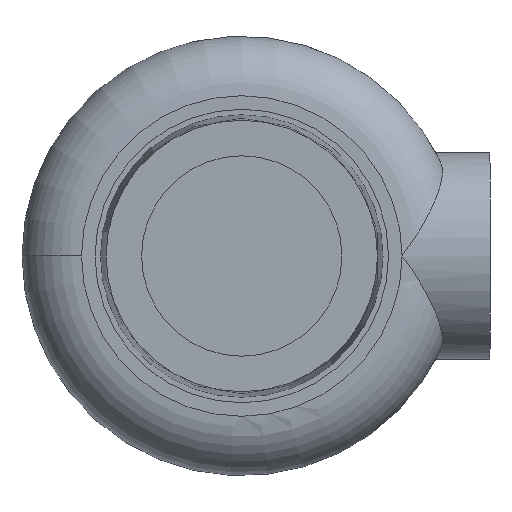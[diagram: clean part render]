
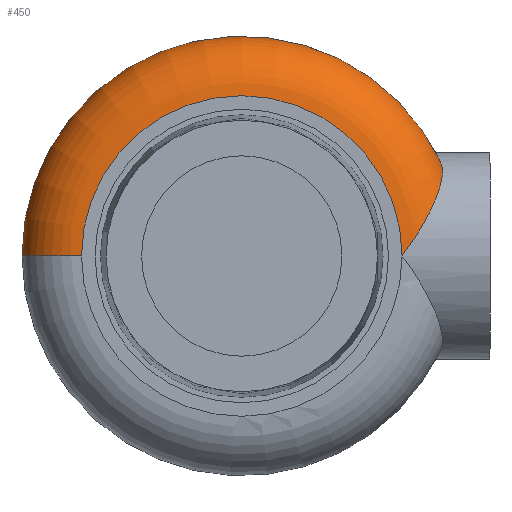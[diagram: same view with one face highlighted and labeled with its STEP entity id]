
A CAD part, front view. The second image highlights one B-rep face of the part: STEP entity #450.
In plain terms, the highlighted toroidal (fillet/blend) face has major radius 15.748 mm and minor radius 5.842 mm.
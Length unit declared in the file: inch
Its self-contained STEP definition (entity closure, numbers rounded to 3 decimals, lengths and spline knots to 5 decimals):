
#65=FACE_OUTER_BOUND('',#92,.T.);
#92=EDGE_LOOP('',(#290,#291,#292,#293));
#127=B_SPLINE_CURVE_WITH_KNOTS('',3,(#761,#762,#763,#764,#765,#766,#767,
#768,#769,#770,#771,#772),.UNSPECIFIED.,.F.,.F.,(4,2,2,2,2,4),(-1.24335,
-1.24163,-0.89068,-0.57043,-0.26842,
0.),.UNSPECIFIED.);
#133=CIRCLE('',#512,0.23);
#134=CIRCLE('',#513,0.62);
#135=CIRCLE('',#514,0.85);
#181=VERTEX_POINT('',#755);
#182=VERTEX_POINT('',#756);
#183=VERTEX_POINT('',#758);
#184=VERTEX_POINT('',#760);
#227=EDGE_CURVE('',#181,#182,#133,.T.);
#228=EDGE_CURVE('',#183,#181,#134,.T.);
#229=EDGE_CURVE('',#183,#184,#127,.T.);
#230=EDGE_CURVE('',#184,#182,#135,.T.);
#290=ORIENTED_EDGE('',*,*,#227,.F.);
#291=ORIENTED_EDGE('',*,*,#228,.F.);
#292=ORIENTED_EDGE('',*,*,#229,.T.);
#293=ORIENTED_EDGE('',*,*,#230,.T.);
#416=TOROIDAL_SURFACE('',#511,0.62,0.23);
#450=ADVANCED_FACE('',(#65),#416,.T.);
#511=AXIS2_PLACEMENT_3D('',#754,#591,#592);
#512=AXIS2_PLACEMENT_3D('',#757,#593,#594);
#513=AXIS2_PLACEMENT_3D('',#759,#595,#596);
#514=AXIS2_PLACEMENT_3D('',#773,#597,#598);
#591=DIRECTION('center_axis',(0.,-1.,0.));
#592=DIRECTION('ref_axis',(0.,0.,-1.));
#593=DIRECTION('center_axis',(-1.,0.,0.));
#594=DIRECTION('ref_axis',(0.,0.,
1.));
#595=DIRECTION('center_axis',(0.,-1.,0.));
#596=DIRECTION('ref_axis',(1.,0.,0.));
#597=DIRECTION('center_axis',(0.,-1.,0.));
#598=DIRECTION('ref_axis',(1.,0.,0.));
#754=CARTESIAN_POINT('Origin',(0.,0.286,0.));
#755=CARTESIAN_POINT('',(0.,0.056,0.62));
#756=CARTESIAN_POINT('',(0.,0.286,0.85));
#757=CARTESIAN_POINT('Origin',(0.,0.286,0.62));
#758=CARTESIAN_POINT('',(0.,0.056,-0.62));
#759=CARTESIAN_POINT('Origin',(0.,0.056,0.));
#760=CARTESIAN_POINT('',(0.36208,0.286,-0.76903));
#761=CARTESIAN_POINT('Ctrl Pts',(0.,0.056,-0.62));
#762=CARTESIAN_POINT('Ctrl Pts',(0.00018,0.056,
-0.62014));
#763=CARTESIAN_POINT('Ctrl Pts',(0.00036,0.056,
-0.62028));
#764=CARTESIAN_POINT('Ctrl Pts',(0.03763,0.05605,
-0.6485));
#765=CARTESIAN_POINT('Ctrl Pts',(0.0763,0.06126,
-0.67447));
#766=CARTESIAN_POINT('Ctrl Pts',(0.15049,0.08355,-0.71782));
#767=CARTESIAN_POINT('Ctrl Pts',(0.1858,0.09952,-0.73567));
#768=CARTESIAN_POINT('Ctrl Pts',(0.2508,0.14212,-0.7621));
#769=CARTESIAN_POINT('Ctrl Pts',(0.28021,0.16781,-0.77098));
#770=CARTESIAN_POINT('Ctrl Pts',(0.32842,0.22496,-0.77736));
#771=CARTESIAN_POINT('Ctrl Pts',(0.3474,0.25473,-0.77594));
#772=CARTESIAN_POINT('Ctrl Pts',(0.36208,0.286,-0.76903));
#773=CARTESIAN_POINT('Origin',(0.,0.286,0.));
